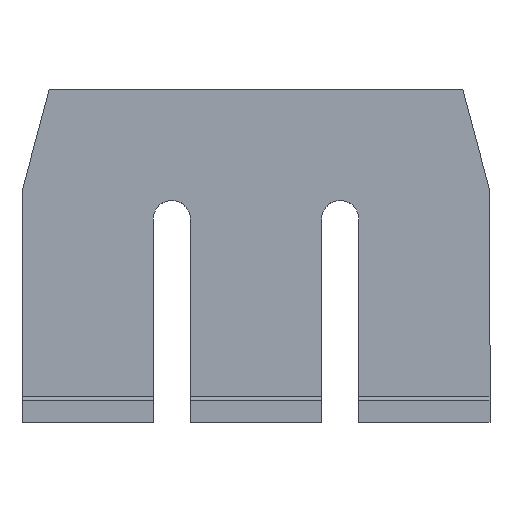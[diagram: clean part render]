
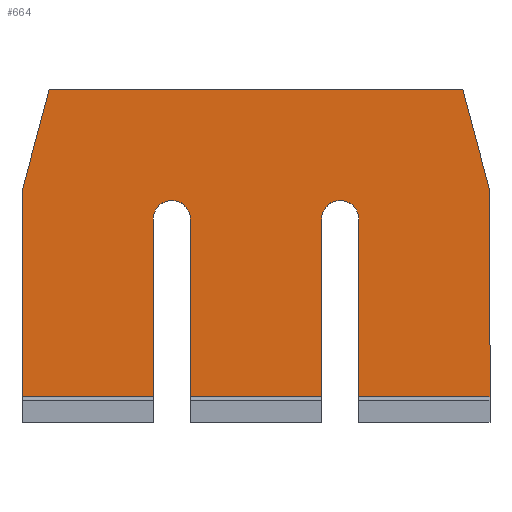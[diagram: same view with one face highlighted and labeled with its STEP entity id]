
A CAD part, top view. The second image highlights one B-rep face of the part: STEP entity #664.
In plain terms, the highlighted planar face has unit normal (0, 0, 1).
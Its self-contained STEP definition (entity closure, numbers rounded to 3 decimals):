
#14 = LINE ( 'NONE', #467, #523 ) ;
#25 = VERTEX_POINT ( 'NONE', #840 ) ;
#41 = VERTEX_POINT ( 'NONE', #838 ) ;
#43 = CIRCLE ( 'NONE', #1070, 1. ) ;
#59 = CARTESIAN_POINT ( 'NONE',  ( 5.55, 11., 0. ) ) ;
#78 = DIRECTION ( 'NONE',  ( -1., 0., 0. ) ) ;
#93 = LINE ( 'NONE', #1190, #855 ) ;
#96 = CARTESIAN_POINT ( 'NONE',  ( 12.65, 1.4, 0. ) ) ;
#107 = VECTOR ( 'NONE', #521, 1000. ) ;
#109 = EDGE_CURVE ( 'NONE', #440, #1152, #1000, .T. ) ;
#116 = EDGE_CURVE ( 'NONE', #1181, #440, #43, .T. ) ;
#117 = VECTOR ( 'NONE', #374, 1000. ) ;
#137 = LINE ( 'NONE', #520, #107 ) ;
#147 = LINE ( 'NONE', #196, #117 ) ;
#151 = CARTESIAN_POINT ( 'NONE',  ( -11.176, 18., 0. ) ) ;
#154 = VERTEX_POINT ( 'NONE', #679 ) ;
#158 = EDGE_CURVE ( 'NONE', #1259, #1181, #14, .T. ) ;
#164 = CARTESIAN_POINT ( 'NONE',  ( -12.65, 18., 0. ) ) ;
#167 = LINE ( 'NONE', #583, #637 ) ;
#172 = EDGE_CURVE ( 'NONE', #242, #846, #653, .T. ) ;
#177 = EDGE_CURVE ( 'NONE', #686, #846, #147, .T. ) ;
#196 = CARTESIAN_POINT ( 'NONE',  ( 12.65, 12.5, 0. ) ) ;
#197 = CARTESIAN_POINT ( 'NONE',  ( 3.55, 1.4, 0. ) ) ;
#210 = DIRECTION ( 'NONE',  ( -1., 0., 0. ) ) ;
#212 = ORIENTED_EDGE ( 'NONE', *, *, #1085, .T. ) ;
#228 = ORIENTED_EDGE ( 'NONE', *, *, #116, .F. ) ;
#241 = CARTESIAN_POINT ( 'NONE',  ( 12.65, 1.4, 0. ) ) ;
#242 = VERTEX_POINT ( 'NONE', #241 ) ;
#257 = DIRECTION ( 'NONE',  ( -1., 0., 0. ) ) ;
#258 = EDGE_LOOP ( 'NONE', ( #705, #228, #367, #599, #815, #274, #940, #781, #299, #415, #551, #212, #851, #869 ) ) ;
#274 = ORIENTED_EDGE ( 'NONE', *, *, #177, .F. ) ;
#299 = ORIENTED_EDGE ( 'NONE', *, *, #1077, .T. ) ;
#300 = VECTOR ( 'NONE', #468, 1000. ) ;
#317 = LINE ( 'NONE', #96, #1096 ) ;
#319 = EDGE_CURVE ( 'NONE', #686, #409, #681, .T. ) ;
#332 = VECTOR ( 'NONE', #493, 1000. ) ;
#352 = DIRECTION ( 'NONE',  ( 0., 1., 0. ) ) ;
#362 = LINE ( 'NONE', #513, #866 ) ;
#366 = CARTESIAN_POINT ( 'NONE',  ( 12.65, 0., 0. ) ) ;
#367 = ORIENTED_EDGE ( 'NONE', *, *, #158, .F. ) ;
#373 = VECTOR ( 'NONE', #210, 1000. ) ;
#374 = DIRECTION ( 'NONE',  ( 0.259, -0.966, 0. ) ) ;
#409 = VERTEX_POINT ( 'NONE', #151 ) ;
#415 = ORIENTED_EDGE ( 'NONE', *, *, #1079, .F. ) ;
#440 = VERTEX_POINT ( 'NONE', #1180 ) ;
#451 = FACE_OUTER_BOUND ( 'NONE', #258, .T. ) ;
#467 = CARTESIAN_POINT ( 'NONE',  ( 5.55, 18., 0. ) ) ;
#468 = DIRECTION ( 'NONE',  ( 0., -1., 0. ) ) ;
#469 = CARTESIAN_POINT ( 'NONE',  ( -3.55, 18., 0. ) ) ;
#473 = DIRECTION ( 'NONE',  ( -1., 0., 0. ) ) ;
#476 = DIRECTION ( 'NONE',  ( 0., 0., -1. ) ) ;
#480 = CARTESIAN_POINT ( 'NONE',  ( -4.55, 11., 0. ) ) ;
#493 = DIRECTION ( 'NONE',  ( 0., 1., 0. ) ) ;
#499 = DIRECTION ( 'NONE',  ( -1., 0., 0. ) ) ;
#506 = CARTESIAN_POINT ( 'NONE',  ( -5.55, 18., 0. ) ) ;
#512 = DIRECTION ( 'NONE',  ( 0.259, 0.966, 0. ) ) ;
#513 = CARTESIAN_POINT ( 'NONE',  ( 12.65, 1.4, 0. ) ) ;
#520 = CARTESIAN_POINT ( 'NONE',  ( -12.65, 0., 0. ) ) ;
#521 = DIRECTION ( 'NONE',  ( 0., -1., 0. ) ) ;
#523 = VECTOR ( 'NONE', #537, 1000. ) ;
#537 = DIRECTION ( 'NONE',  ( 0., 1., 0. ) ) ;
#551 = ORIENTED_EDGE ( 'NONE', *, *, #1081, .T. ) ;
#583 = CARTESIAN_POINT ( 'NONE',  ( -12.65, 12.5, 0. ) ) ;
#596 = CARTESIAN_POINT ( 'NONE',  ( 4.55, 11., 0. ) ) ;
#598 = CIRCLE ( 'NONE', #1030, 1. ) ;
#599 = ORIENTED_EDGE ( 'NONE', *, *, #1209, .F. ) ;
#620 = DIRECTION ( 'NONE',  ( -1., 0., 0. ) ) ;
#628 = CARTESIAN_POINT ( 'NONE',  ( -5.55, 1.4, 0. ) ) ;
#637 = VECTOR ( 'NONE', #512, 1000. ) ;
#653 = LINE ( 'NONE', #366, #1122 ) ;
#657 = CARTESIAN_POINT ( 'NONE',  ( 12.65, 12.5, 0. ) ) ;
#664 = ADVANCED_FACE ( 'NONE', ( #451 ), #749, .F. ) ;
#666 = DIRECTION ( 'NONE',  ( 0., 0., 1. ) ) ;
#672 = CARTESIAN_POINT ( 'NONE',  ( -3.55, 1.4, 0. ) ) ;
#676 = CARTESIAN_POINT ( 'NONE',  ( -3.55, 11., 0. ) ) ;
#679 = CARTESIAN_POINT ( 'NONE',  ( -5.55, 11., 0. ) ) ;
#681 = LINE ( 'NONE', #164, #373 ) ;
#686 = VERTEX_POINT ( 'NONE', #743 ) ;
#703 = DIRECTION ( 'NONE',  ( 0., -1., 0. ) ) ;
#705 = ORIENTED_EDGE ( 'NONE', *, *, #109, .F. ) ;
#710 = CARTESIAN_POINT ( 'NONE',  ( 5.55, 1.4, 0. ) ) ;
#743 = CARTESIAN_POINT ( 'NONE',  ( 11.176, 18., 0. ) ) ;
#745 = DIRECTION ( 'NONE',  ( -1., 0., 0. ) ) ;
#747 = DIRECTION ( 'NONE',  ( 0., 0., -1. ) ) ;
#749 = PLANE ( 'NONE',  #958 ) ;
#756 = CARTESIAN_POINT ( 'NONE',  ( -12.65, 18., 0. ) ) ;
#781 = ORIENTED_EDGE ( 'NONE', *, *, #1073, .F. ) ;
#788 = VERTEX_POINT ( 'NONE', #676 ) ;
#801 = CARTESIAN_POINT ( 'NONE',  ( 3.55, 18., 0. ) ) ;
#808 = VERTEX_POINT ( 'NONE', #672 ) ;
#809 = VECTOR ( 'NONE', #703, 1000. ) ;
#815 = ORIENTED_EDGE ( 'NONE', *, *, #172, .T. ) ;
#838 = CARTESIAN_POINT ( 'NONE',  ( -12.65, 12.5, 0. ) ) ;
#840 = CARTESIAN_POINT ( 'NONE',  ( -12.65, 1.4, 0. ) ) ;
#846 = VERTEX_POINT ( 'NONE', #657 ) ;
#851 = ORIENTED_EDGE ( 'NONE', *, *, #1087, .T. ) ;
#855 = VECTOR ( 'NONE', #257, 1000. ) ;
#866 = VECTOR ( 'NONE', #499, 1000. ) ;
#869 = ORIENTED_EDGE ( 'NONE', *, *, #1173, .F. ) ;
#893 = LINE ( 'NONE', #506, #332 ) ;
#927 = VERTEX_POINT ( 'NONE', #628 ) ;
#940 = ORIENTED_EDGE ( 'NONE', *, *, #319, .T. ) ;
#958 = AXIS2_PLACEMENT_3D ( 'NONE', #756, #747, #745 ) ;
#1000 = LINE ( 'NONE', #801, #809 ) ;
#1028 = LINE ( 'NONE', #469, #300 ) ;
#1030 = AXIS2_PLACEMENT_3D ( 'NONE', #480, #476, #473 ) ;
#1070 = AXIS2_PLACEMENT_3D ( 'NONE', #596, #666, #620 ) ;
#1073 = EDGE_CURVE ( 'NONE', #41, #409, #167, .T. ) ;
#1077 = EDGE_CURVE ( 'NONE', #41, #25, #137, .T. ) ;
#1079 = EDGE_CURVE ( 'NONE', #927, #25, #362, .T. ) ;
#1081 = EDGE_CURVE ( 'NONE', #927, #154, #893, .T. ) ;
#1085 = EDGE_CURVE ( 'NONE', #154, #788, #598, .T. ) ;
#1087 = EDGE_CURVE ( 'NONE', #788, #808, #1028, .T. ) ;
#1096 = VECTOR ( 'NONE', #78, 1000. ) ;
#1122 = VECTOR ( 'NONE', #352, 1000. ) ;
#1152 = VERTEX_POINT ( 'NONE', #197 ) ;
#1173 = EDGE_CURVE ( 'NONE', #1152, #808, #317, .T. ) ;
#1180 = CARTESIAN_POINT ( 'NONE',  ( 3.55, 11., 0. ) ) ;
#1181 = VERTEX_POINT ( 'NONE', #59 ) ;
#1190 = CARTESIAN_POINT ( 'NONE',  ( 12.65, 1.4, 0. ) ) ;
#1209 = EDGE_CURVE ( 'NONE', #242, #1259, #93, .T. ) ;
#1259 = VERTEX_POINT ( 'NONE', #710 ) ;
